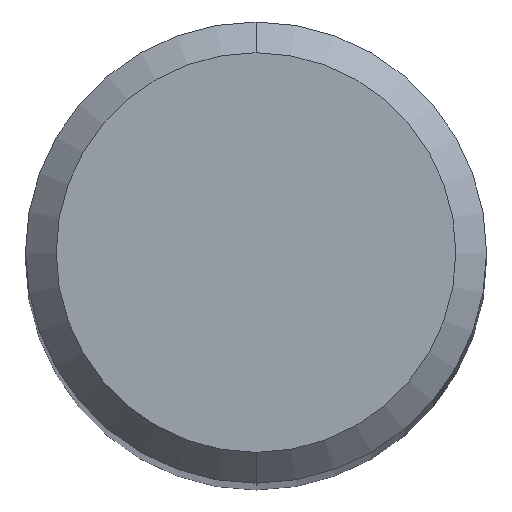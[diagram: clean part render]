
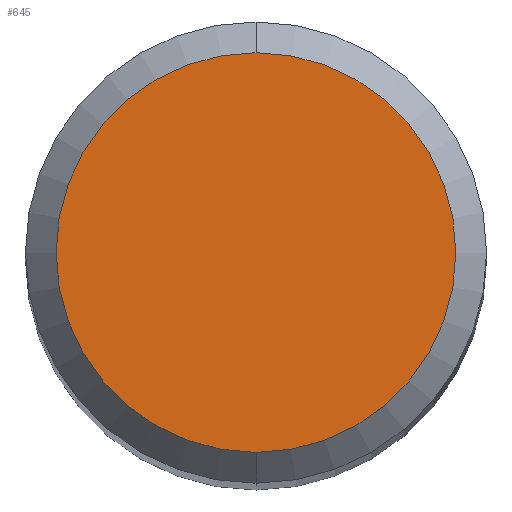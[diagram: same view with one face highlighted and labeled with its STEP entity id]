
A CAD part, top view. The second image highlights one B-rep face of the part: STEP entity #645.
In plain terms, the highlighted planar face has unit normal (0, 0, 1).
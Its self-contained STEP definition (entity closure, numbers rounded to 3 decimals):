
#633=EDGE_CURVE('',#689,#879,#1281,.T.);
#645=ADVANCED_FACE('',(#1293),#1294,.T.);
#689=VERTEX_POINT('',#1341);
#863=EDGE_CURVE('',#879,#689,#1532,.T.);
#879=VERTEX_POINT('',#1549);
#1281=CIRCLE('',#5704,2.6);
#1293=FACE_OUTER_BOUND('',#5852,.T.);
#1294=PLANE('',#5853);
#1341=CARTESIAN_POINT('',(0.0,2.6,0.0));
#1532=CIRCLE('',#7980,2.6);
#1549=CARTESIAN_POINT('',(0.,-2.6,0.0));
#5704=AXIS2_PLACEMENT_3D('',#9896,#9897,#9898);
#5852=EDGE_LOOP('',(#9900,#9901));
#5853=AXIS2_PLACEMENT_3D('',#9902,#9903,#9904);
#7980=AXIS2_PLACEMENT_3D('',#10160,#10161,#10162);
#9896=CARTESIAN_POINT('',(0.0,0.0,0.0));
#9897=DIRECTION('',(0.0,0.0,-1.0));
#9898=DIRECTION('',(0.0,1.0,0.0));
#9900=ORIENTED_EDGE('',*,*,#633,.F.);
#9901=ORIENTED_EDGE('',*,*,#863,.F.);
#9902=CARTESIAN_POINT('',(0.0,1.3,0.0));
#9903=DIRECTION('',(-0.0,0.0,1.0));
#9904=DIRECTION('',(0.0,-1.0,0.0));
#10160=CARTESIAN_POINT('',(0.0,0.0,0.0));
#10161=DIRECTION('',(0.0,0.0,-1.0));
#10162=DIRECTION('',(0.0,1.0,0.0));
